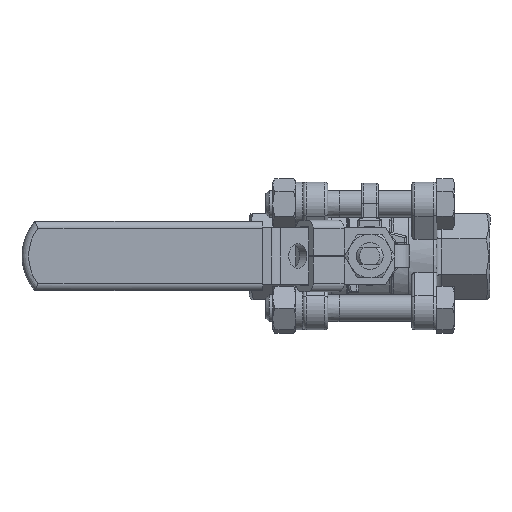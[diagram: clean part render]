
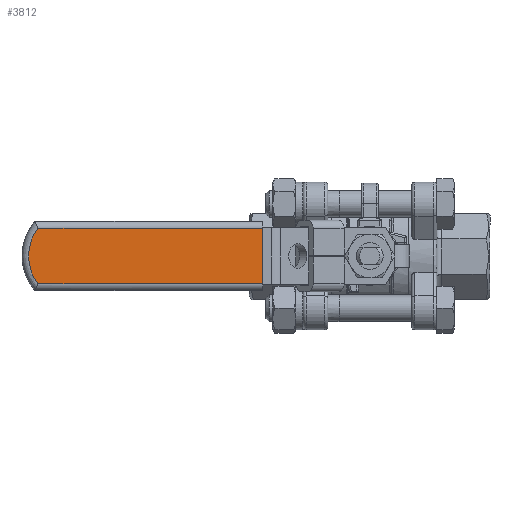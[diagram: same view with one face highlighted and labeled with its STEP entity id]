
A CAD part, left-side view. The second image highlights one B-rep face of the part: STEP entity #3812.
In plain terms, the highlighted face is planar.
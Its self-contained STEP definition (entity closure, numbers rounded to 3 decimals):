
#3812=ADVANCED_FACE('',(#7670),#7671,.F.);
#7670=FACE_OUTER_BOUND('',#17931,.T.);
#7671=PLANE('',#17932);
#17931=EDGE_LOOP('',(#34023,#34024,#34025,#34026));
#17932=AXIS2_PLACEMENT_3D('',#34027,#34028,#34029);
#34023=ORIENTED_EDGE('',*,*,#40389,.T.);
#34024=ORIENTED_EDGE('',*,*,#40390,.T.);
#34025=ORIENTED_EDGE('',*,*,#40391,.F.);
#34026=ORIENTED_EDGE('',*,*,#40384,.T.);
#34027=CARTESIAN_POINT('',(-103.8,-51.25,10.3));
#34028=DIRECTION('',(0.0,1.0,0.0));
#34029=DIRECTION('',(0.0,0.0,1.0));
#40384=EDGE_CURVE('',#46696,#46700,#46702,.F.);
#40389=EDGE_CURVE('',#46700,#46708,#46709,.F.);
#40390=EDGE_CURVE('',#46708,#46710,#46711,.T.);
#40391=EDGE_CURVE('',#46696,#46710,#46712,.T.);
#46696=VERTEX_POINT('',#57449);
#46700=VERTEX_POINT('',#57454);
#46702=LINE('',#57469,#57470);
#46708=VERTEX_POINT('',#57478);
#46709=CIRCLE('',#57479,13.8);
#46710=VERTEX_POINT('',#57480);
#46711=LINE('',#57481,#57482);
#46712=LINE('',#57483,#57484);
#57449=CARTESIAN_POINT('',(-32.0,-51.25,8.3));
#57454=CARTESIAN_POINT('',(-99.025,-51.25,8.3));
#57469=CARTESIAN_POINT('',(-99.981,-51.25,8.3));
#57470=VECTOR('',#67140,1.0);
#57478=CARTESIAN_POINT('',(-99.025,-51.25,-8.3));
#57479=AXIS2_PLACEMENT_3D('',#67143,#67144,#67145);
#57480=CARTESIAN_POINT('',(-32.0,-51.25,-8.3));
#57481=CARTESIAN_POINT('',(-103.8,-51.25,-8.3));
#57482=VECTOR('',#67146,1.0);
#57483=CARTESIAN_POINT('',(-32.0,-51.25,10.3));
#57484=VECTOR('',#67147,1.0);
#67140=DIRECTION('',(1.0,0.0,0.0));
#67143=CARTESIAN_POINT('',(-88.0,-51.25,0.));
#67144=DIRECTION('',(0.0,1.0,0.0));
#67145=DIRECTION('',(0.0,0.0,1.0));
#67146=DIRECTION('',(1.0,0.0,0.0));
#67147=DIRECTION('',(0.0,0.0,-1.0));
